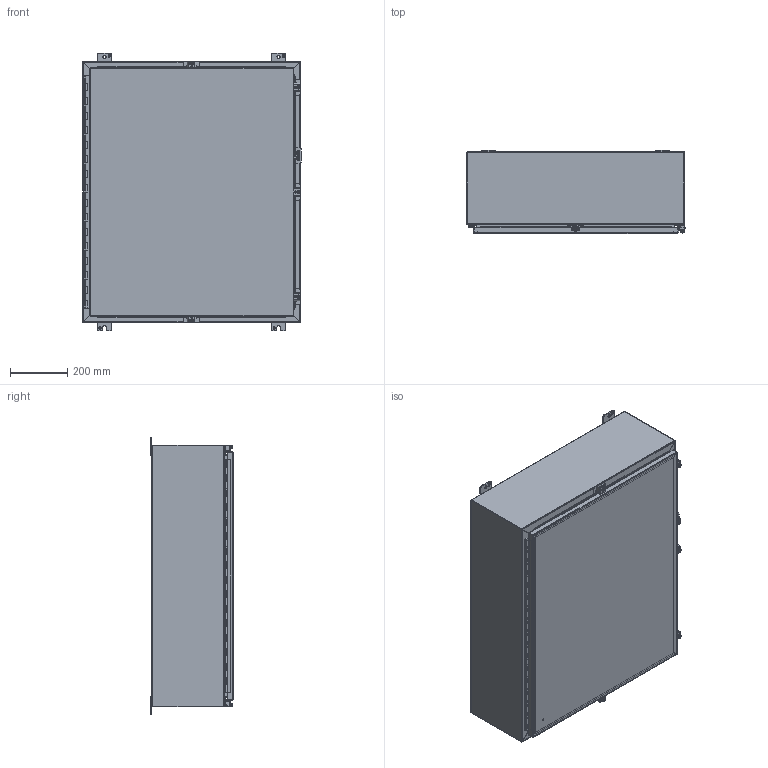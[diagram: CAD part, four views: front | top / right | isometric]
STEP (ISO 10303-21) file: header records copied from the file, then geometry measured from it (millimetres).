
FILE_DESCRIPTION (( 'STEP AP203' ), '1' );
FILE_NAME ('1418N4M10_Default.step', '2019-11-01T14:01:44', ( 'ADC123' ), ( 'Microsoft' ), 'SwSTEP 2.0', 'SolidWorks 2019', '' );
FILE_SCHEMA (( 'CONFIG_CONTROL_DESIGN' ));
Products named in the file (1): 1418N4M10_Default
Bounding box: 765.2 x 290.5 x 971.55 mm (x, y, z)
Volume: 6567531.9 mm3; surface area: 6764837.1 mm2
Topology: 52 solids, 53 shells, 1827 faces, 4749 edges, 3074 vertices
Faces by surface type: plane 1079, cylinder 646, bspline 80, cone 22
Entity records: 58842 total; most frequent: CARTESIAN_POINT 13565, ORIENTED_EDGE 9490, DIRECTION 9303, EDGE_CURVE 4745, LINE 3267, VECTOR 3267, VERTEX_POINT 3074, AXIS2_PLACEMENT_3D 3018
